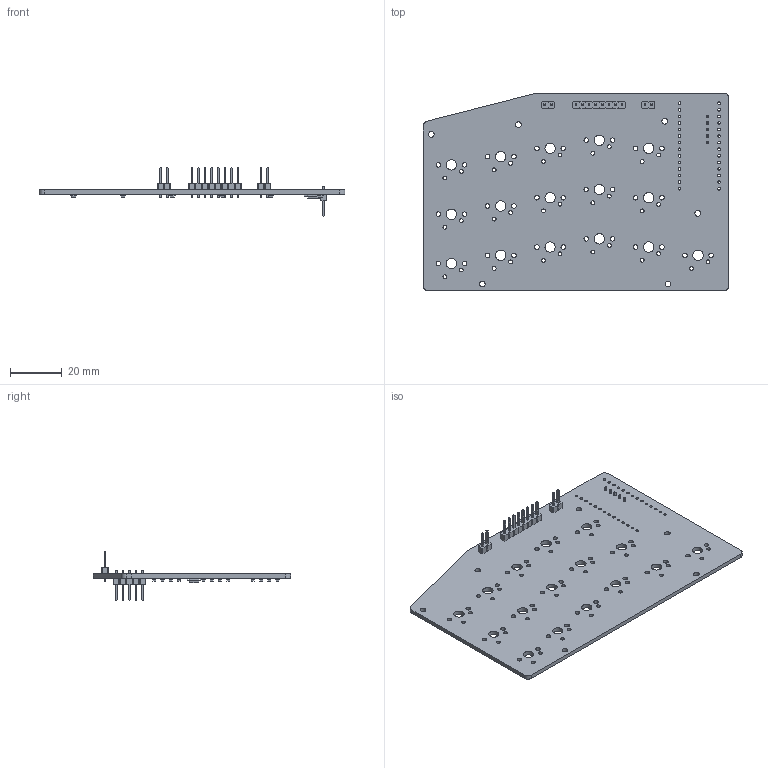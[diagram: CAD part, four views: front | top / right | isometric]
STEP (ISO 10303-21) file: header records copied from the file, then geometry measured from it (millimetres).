
FILE_DESCRIPTION(('KiCad electronic assembly'),'2;1');
FILE_NAME('TartarSauce.step','2021-12-28T12:16:42',('An Author'),( 'A Company'),'Open CASCADE STEP processor 6.9', 'KiCad to STEP converter','Unknown');
FILE_SCHEMA(('AUTOMOTIVE_DESIGN { 1 0 10303 214 1 1 1 1 }'));
Length unit declared in the file: millimetre
Products named in the file (16): Open CASCADE STEP translator 6.9 1; PinHeader_1x05_P2.54mm_Vertical; SOLID; PinHeader_1x02_P2.54mm_Vertical; D_SOD-323; SOIC-8_3.9x4.9mm_P1.27mm; R_0603_1608Metric; PinHeader_1x08_P2.54mm_Vertical; C_0603_1608Metric; COMPOUND
Assembly tree (31 placements, depth 3):
  Open CASCADE STEP translator 6.9 1
    PinHeader_1x05_P2.54mm_Vertical
      SOLID
    PinHeader_1x02_P2.54mm_Vertical  x2
      SOLID
    D_SOD-323  x16
      SOLID
    SOIC-8_3.9x4.9mm_P1.27mm
      SOLID
    R_0603_1608Metric
      SOLID
    PinHeader_1x08_P2.54mm_Vertical
      SOLID
    C_0603_1608Metric
      SOLID
    COMPOUND
Bounding box: 118.11 x 76.2 x 18.78 mm (x, y, z)
Volume: 13781 mm3; surface area: 19599.8 mm2
Topology: 24 solids, 24 shells, 1850 faces, 4475 edges, 2726 vertices
Faces by surface type: plane 1085, bspline 448, cylinder 317
Full cylindrical faces by diameter (mm): 0.6 x1, 1 x17, 1.016 x28, 1.47 x32, 1.75 x32, 2.2 x6, 3.988 x16
Entity records: 55331 total; most frequent: CARTESIAN_POINT 9032, DIRECTION 7732, LINE 5077, VECTOR 5077, ORIENTED_EDGE 4026, PCURVE 4026, DEFINITIONAL_REPRESENTATION 4026, EDGE_CURVE 2013
